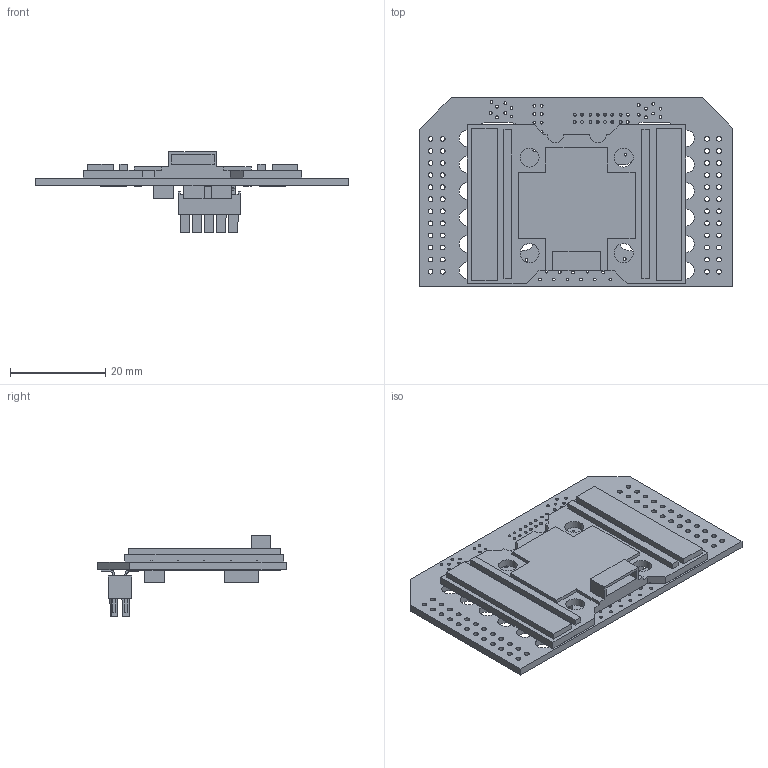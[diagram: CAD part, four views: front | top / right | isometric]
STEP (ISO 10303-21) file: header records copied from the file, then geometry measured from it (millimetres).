
FILE_DESCRIPTION(/* description */ (''),/* implementation_level */ '2;1');
FILE_NAME(/* name */ '1451e683-b4a9-4bb3-96f1-f15cb27db8f3.stp',/* time_stamp */ '2021-01-05T15:48:20+00:00',/* author */ (''),/* organization */ (''),/* preprocessor_version */ 'ST-DEVELOPER v18.1',/* originating_system */ 'Autodesk Translation Framework v9.7.1.1290',/* authorisation */ '');
FILE_SCHEMA (('AUTOMOTIVE_DESIGN { 1 0 10303 214 3 1 1 }'));
Length unit declared in the file: millimetre
Products named in the file (8): 1451e683-b4a9-4bb3-96f1-f15cb27db8f3; PCB Component; Board; LUMENIER_QUAD; 150uF; BACKPLANE_ESC_ADAPTER_ESC; _IPS1-105-01-L-D-VSt; _IPS1-105-01-D-VS_pin
Assembly tree (10 placements, depth 4):
  1451e683-b4a9-4bb3-96f1-f15cb27db8f3
    PCB Component
      Board
      LUMENIER_QUAD
      150uF  x4
      BACKPLANE_ESC_ADAPTER_ESC
        _IPS1-105-01-L-D-VSt
        _IPS1-105-01-D-VS_pin
Bounding box: 65.79 x 39.62 x 17.01 mm (x, y, z)
Volume: 7300.9 mm3; surface area: 10285 mm2
Topology: 8 solids, 8 shells, 601 faces, 1695 edges, 1130 vertices
Faces by surface type: plane 427, cylinder 164, cone 10
Full cylindrical faces by diameter (mm): 0.6 x60, 1.016 x48, 3.5 x12, 4 x4
Entity records: 20154 total; most frequent: CARTESIAN_POINT 3366, ORIENTED_EDGE 3318, DIRECTION 3209, EDGE_CURVE 1659, LINE 1311, VECTOR 1311, VERTEX_POINT 1106, AXIS2_PLACEMENT_3D 949
